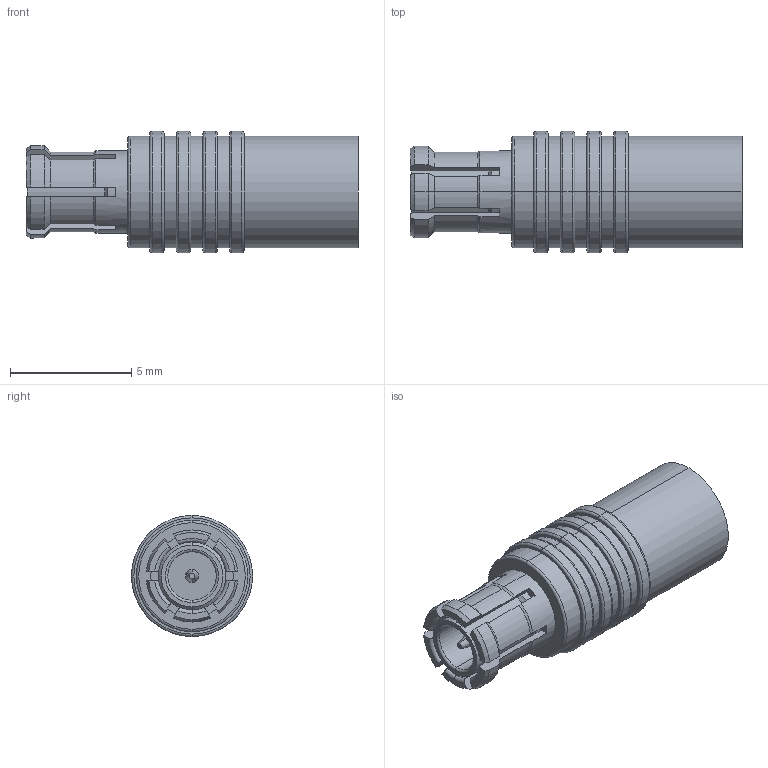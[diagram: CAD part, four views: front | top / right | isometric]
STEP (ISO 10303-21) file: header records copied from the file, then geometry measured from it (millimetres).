
FILE_DESCRIPTION (( 'STEP AP214' ), '1' );
FILE_NAME ('ÑÖÍÊ.434521.056ÑÁ_Âèëêà+äëÿ ïîòðåáèòåëÿ.STEP', '2018-12-04T11:07:49', ( 'User' ), ( '' ), 'SwSTEP 2.0', 'SolidWorks 2016', '' );
FILE_SCHEMA (( 'AUTOMOTIVE_DESIGN' ));
Length unit declared in the file: millimetre
Products named in the file (1): ÑÖÍÊ.434521.056ÑÁ_Âèëêà+äëÿ ïîòðåáèòåëÿ
Bounding box: 13.7 x 5 x 5 mm (x, y, z)
Volume: 154.5 mm3; surface area: 348 mm2
Topology: 1 solids, 1 shells, 147 faces, 357 edges, 224 vertices
Faces by surface type: cylinder 55, plane 38, cone 27, torus 27
Entity records: 6198 total; most frequent: CARTESIAN_POINT 1032, DIRECTION 790, ORIENTED_EDGE 714, EDGE_CURVE 357, AXIS2_PLACEMENT_3D 333, VERTEX_POINT 224, CIRCLE 185, EDGE_LOOP 159
